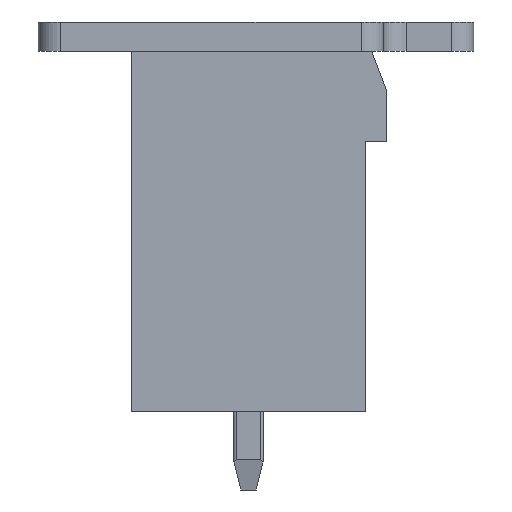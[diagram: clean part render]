
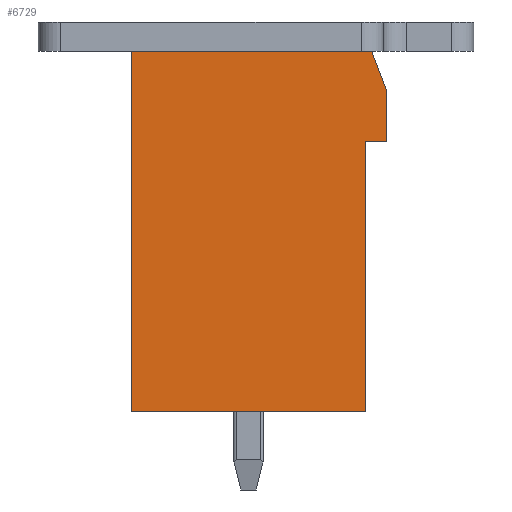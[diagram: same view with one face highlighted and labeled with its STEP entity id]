
A CAD part, left-side view. The second image highlights one B-rep face of the part: STEP entity #6729.
In plain terms, the highlighted planar face has unit normal (-1, 0, 0).
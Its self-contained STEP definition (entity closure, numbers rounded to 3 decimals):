
#1923=ORIENTED_EDGE('',*,*,#2515,.T.);
#1924=ORIENTED_EDGE('',*,*,#2555,.T.);
#1925=ORIENTED_EDGE('',*,*,#2572,.T.);
#1926=ORIENTED_EDGE('',*,*,#2219,.T.);
#1927=ORIENTED_EDGE('',*,*,#2585,.T.);
#1928=ORIENTED_EDGE('',*,*,#2582,.T.);
#1929=ORIENTED_EDGE('',*,*,#2581,.T.);
#2219=EDGE_CURVE('',#3169,#3168,#3781,.T.);
#2515=EDGE_CURVE('',#3420,#3422,#4039,.T.);
#2555=EDGE_CURVE('',#3422,#3446,#4074,.T.);
#2572=EDGE_CURVE('',#3446,#3169,#4091,.T.);
#2581=EDGE_CURVE('',#3458,#3420,#4100,.T.);
#2582=EDGE_CURVE('',#3459,#3458,#4101,.T.);
#2585=EDGE_CURVE('',#3168,#3459,#4104,.T.);
#3168=VERTEX_POINT('',#9130);
#3169=VERTEX_POINT('',#9132);
#3420=VERTEX_POINT('',#9746);
#3422=VERTEX_POINT('',#9750);
#3446=VERTEX_POINT('',#9820);
#3458=VERTEX_POINT('',#9854);
#3459=VERTEX_POINT('',#9864);
#3781=LINE('',#9131,#4548);
#4039=LINE('',#9751,#4806);
#4074=LINE('',#9821,#4841);
#4091=LINE('',#9849,#4858);
#4100=LINE('',#9861,#4867);
#4101=LINE('',#9863,#4868);
#4104=LINE('',#9869,#4871);
#4548=VECTOR('',#7340,1000.);
#4806=VECTOR('',#7750,1000.);
#4841=VECTOR('',#7807,1000.);
#4858=VECTOR('',#7826,1000.);
#4867=VECTOR('',#7837,1000.);
#4868=VECTOR('',#7840,1000.);
#4871=VECTOR('',#7845,1000.);
#5660=EDGE_LOOP('',(#1923,#1924,#1925,#1926,#1927,#1928,#1929));
#6068=FACE_BOUND('',#5660,.T.);
#6371=PLANE('',#7237);
#6729=ADVANCED_FACE('',(#6068),#6371,.T.);
#7237=AXIS2_PLACEMENT_3D('',#10920,#8826,#8827);
#7340=DIRECTION('',(0.,-1.,0.));
#7750=DIRECTION('',(0.,0.359,0.933));
#7807=DIRECTION('',(0.,1.,0.));
#7826=DIRECTION('',(0.,0.,-1.));
#7837=DIRECTION('',(0.,0.,1.));
#7840=DIRECTION('',(0.,-1.,0.));
#7845=DIRECTION('',(0.,0.,1.));
#8826=DIRECTION('',(-1.,0.,0.));
#8827=DIRECTION('',(0.,0.,1.));
#9130=CARTESIAN_POINT('',(-13.2,0.7,-6.));
#9131=CARTESIAN_POINT('',(-13.2,8.5,-6.));
#9132=CARTESIAN_POINT('',(-13.2,8.5,-6.));
#9746=CARTESIAN_POINT('',(-13.2,0.,4.7));
#9750=CARTESIAN_POINT('',(-13.2,0.5,6.));
#9751=CARTESIAN_POINT('',(-13.2,0.,4.7));
#9820=CARTESIAN_POINT('',(-13.2,8.5,6.));
#9821=CARTESIAN_POINT('',(-13.2,0.5,6.));
#9849=CARTESIAN_POINT('',(-13.2,8.5,6.));
#9854=CARTESIAN_POINT('',(-13.2,0.,3.));
#9861=CARTESIAN_POINT('',(-13.2,0.,3.));
#9863=CARTESIAN_POINT('',(-13.2,0.7,3.));
#9864=CARTESIAN_POINT('',(-13.2,0.7,3.));
#9869=CARTESIAN_POINT('',(-13.2,0.7,-6.));
#10920=CARTESIAN_POINT('',(-13.2,0.,0.));
